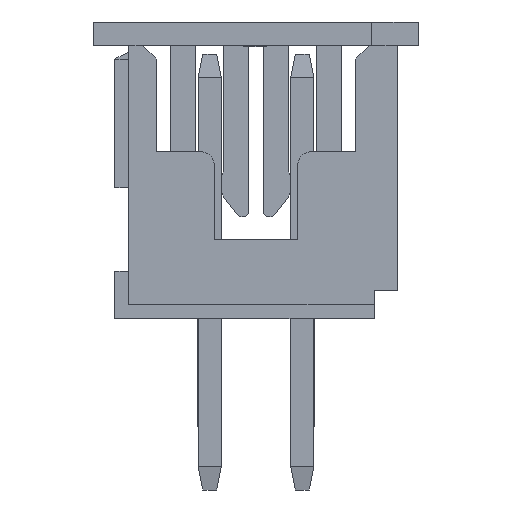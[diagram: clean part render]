
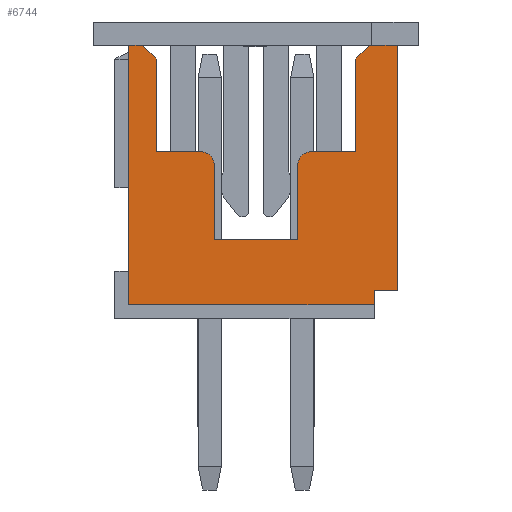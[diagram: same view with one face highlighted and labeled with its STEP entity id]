
A CAD part, left-side view. The second image highlights one B-rep face of the part: STEP entity #6744.
In plain terms, the highlighted planar face has unit normal (-1, 0, 0).
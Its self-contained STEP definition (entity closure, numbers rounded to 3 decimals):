
#5873=CARTESIAN_POINT('',(-11.,2.75,-1.4));
#5874=VERTEX_POINT('',#5873);
#5881=CARTESIAN_POINT('',(-11.,2.75,4.2));
#5882=VERTEX_POINT('',#5881);
#5883=CARTESIAN_POINT('',(-11.,2.75,-1.4));
#5884=DIRECTION('',(0.,0.,1.));
#5885=VECTOR('',#5884,5.6);
#5886=LINE('',#5883,#5885);
#5887=EDGE_CURVE('',#5874,#5882,#5886,.T.);
#6478=CARTESIAN_POINT('',(-11.,2.15,3.9));
#6479=VERTEX_POINT('',#6478);
#6480=CARTESIAN_POINT('',(-11.,2.15,1.9));
#6481=VERTEX_POINT('',#6480);
#6482=CARTESIAN_POINT('',(-11.,2.15,3.9));
#6483=DIRECTION('',(0.,0.,-1.));
#6484=VECTOR('',#6483,2.);
#6485=LINE('',#6482,#6484);
#6486=EDGE_CURVE('',#6479,#6481,#6485,.T.);
#6592=CARTESIAN_POINT('',(-11.,0.9,0.));
#6593=VERTEX_POINT('',#6592);
#6601=CARTESIAN_POINT('',(-11.,0.9,1.6));
#6602=VERTEX_POINT('',#6601);
#6609=CARTESIAN_POINT('',(-11.,0.9,1.6));
#6610=DIRECTION('',(0.,0.,-1.));
#6611=VECTOR('',#6610,1.6);
#6612=LINE('',#6609,#6611);
#6613=EDGE_CURVE('',#6602,#6593,#6612,.T.);
#6618=CARTESIAN_POINT('',(-11.,-0.15,1.4));
#6619=DIRECTION('',(0.,-1.,0.));
#6620=DIRECTION('',(-1.,0.,0.));
#6621=AXIS2_PLACEMENT_3D('',#6618,#6620,#6619);
#6622=PLANE('',#6621);
#6623=CARTESIAN_POINT('',(-11.,-2.15,1.9));
#6624=VERTEX_POINT('',#6623);
#6625=CARTESIAN_POINT('',(-11.,-1.2,1.9));
#6626=VERTEX_POINT('',#6625);
#6627=CARTESIAN_POINT('',(-11.,-2.15,1.9));
#6628=DIRECTION('',(0.,1.,0.));
#6629=VECTOR('',#6628,0.95);
#6630=LINE('',#6627,#6629);
#6631=EDGE_CURVE('',#6624,#6626,#6630,.T.);
#6632=ORIENTED_EDGE('',*,*,#6631,.T.);
#6633=CARTESIAN_POINT('',(-11.,-0.9,1.6));
#6634=VERTEX_POINT('',#6633);
#6635=CARTESIAN_POINT('',(-11.,-1.2,1.6));
#6636=DIRECTION('',(0.,0.,1.));
#6637=DIRECTION('',(-1.,0.,-0.));
#6638=AXIS2_PLACEMENT_3D('',#6635,#6637,#6636);
#6639=CIRCLE('',#6638,0.3);
#6640=EDGE_CURVE('',#6626,#6634,#6639,.T.);
#6641=ORIENTED_EDGE('',*,*,#6640,.T.);
#6642=CARTESIAN_POINT('',(-11.,-0.9,0.));
#6643=VERTEX_POINT('',#6642);
#6644=CARTESIAN_POINT('',(-11.,-0.9,1.6));
#6645=DIRECTION('',(0.,0.,-1.));
#6646=VECTOR('',#6645,1.6);
#6647=LINE('',#6644,#6646);
#6648=EDGE_CURVE('',#6634,#6643,#6647,.T.);
#6649=ORIENTED_EDGE('',*,*,#6648,.T.);
#6650=CARTESIAN_POINT('',(-11.,0.9,0.));
#6651=DIRECTION('',(0.,-1.,0.));
#6652=VECTOR('',#6651,1.8);
#6653=LINE('',#6650,#6652);
#6654=EDGE_CURVE('',#6593,#6643,#6653,.T.);
#6655=ORIENTED_EDGE('',*,*,#6654,.F.);
#6656=ORIENTED_EDGE('',*,*,#6613,.F.);
#6657=CARTESIAN_POINT('',(-11.,1.2,1.9));
#6658=VERTEX_POINT('',#6657);
#6659=CARTESIAN_POINT('',(-11.,1.2,1.6));
#6660=DIRECTION('',(0.,-1.,0.));
#6661=DIRECTION('',(-1.,0.,0.));
#6662=AXIS2_PLACEMENT_3D('',#6659,#6661,#6660);
#6663=CIRCLE('',#6662,0.3);
#6664=EDGE_CURVE('',#6602,#6658,#6663,.T.);
#6665=ORIENTED_EDGE('',*,*,#6664,.T.);
#6666=CARTESIAN_POINT('',(-11.,1.2,1.9));
#6667=DIRECTION('',(0.,1.,0.));
#6668=VECTOR('',#6667,0.95);
#6669=LINE('',#6666,#6668);
#6670=EDGE_CURVE('',#6658,#6481,#6669,.T.);
#6671=ORIENTED_EDGE('',*,*,#6670,.T.);
#6672=ORIENTED_EDGE('',*,*,#6486,.F.);
#6673=CARTESIAN_POINT('',(-11.,2.45,4.2));
#6674=VERTEX_POINT('',#6673);
#6675=CARTESIAN_POINT('',(-11.,2.15,3.9));
#6676=DIRECTION('',(0.,0.707,0.707));
#6677=VECTOR('',#6676,0.424);
#6678=LINE('',#6675,#6677);
#6679=EDGE_CURVE('',#6479,#6674,#6678,.T.);
#6680=ORIENTED_EDGE('',*,*,#6679,.T.);
#6681=CARTESIAN_POINT('',(-11.,2.45,4.2));
#6682=DIRECTION('',(0.,1.,0.));
#6683=VECTOR('',#6682,0.3);
#6684=LINE('',#6681,#6683);
#6685=EDGE_CURVE('',#6674,#5882,#6684,.T.);
#6686=ORIENTED_EDGE('',*,*,#6685,.T.);
#6687=ORIENTED_EDGE('',*,*,#5887,.F.);
#6688=CARTESIAN_POINT('',(-11.,-2.55,-1.4));
#6689=VERTEX_POINT('',#6688);
#6690=CARTESIAN_POINT('',(-11.,2.75,-1.4));
#6691=DIRECTION('',(0.,-1.,0.));
#6692=VECTOR('',#6691,5.3);
#6693=LINE('',#6690,#6692);
#6694=EDGE_CURVE('',#5874,#6689,#6693,.T.);
#6695=ORIENTED_EDGE('',*,*,#6694,.T.);
#6696=CARTESIAN_POINT('',(-11.,-2.55,-1.1));
#6697=VERTEX_POINT('',#6696);
#6698=CARTESIAN_POINT('',(-11.,-2.55,-1.4));
#6699=DIRECTION('',(0.,0.,1.));
#6700=VECTOR('',#6699,0.3);
#6701=LINE('',#6698,#6700);
#6702=EDGE_CURVE('',#6689,#6697,#6701,.T.);
#6703=ORIENTED_EDGE('',*,*,#6702,.T.);
#6704=CARTESIAN_POINT('',(-11.,-3.05,-1.1));
#6705=VERTEX_POINT('',#6704);
#6706=CARTESIAN_POINT('',(-11.,-2.55,-1.1));
#6707=DIRECTION('',(0.,-1.,0.));
#6708=VECTOR('',#6707,0.5);
#6709=LINE('',#6706,#6708);
#6710=EDGE_CURVE('',#6697,#6705,#6709,.T.);
#6711=ORIENTED_EDGE('',*,*,#6710,.T.);
#6712=CARTESIAN_POINT('',(-11.,-3.05,4.2));
#6713=VERTEX_POINT('',#6712);
#6714=CARTESIAN_POINT('',(-11.,-3.05,-1.1));
#6715=DIRECTION('',(0.,0.,1.));
#6716=VECTOR('',#6715,5.3);
#6717=LINE('',#6714,#6716);
#6718=EDGE_CURVE('',#6705,#6713,#6717,.T.);
#6719=ORIENTED_EDGE('',*,*,#6718,.T.);
#6720=CARTESIAN_POINT('',(-11.,-2.45,4.2));
#6721=VERTEX_POINT('',#6720);
#6722=CARTESIAN_POINT('',(-11.,-3.05,4.2));
#6723=DIRECTION('',(0.,1.,0.));
#6724=VECTOR('',#6723,0.6);
#6725=LINE('',#6722,#6724);
#6726=EDGE_CURVE('',#6713,#6721,#6725,.T.);
#6727=ORIENTED_EDGE('',*,*,#6726,.T.);
#6728=CARTESIAN_POINT('',(-11.,-2.15,3.9));
#6729=VERTEX_POINT('',#6728);
#6730=CARTESIAN_POINT('',(-11.,-2.45,4.2));
#6731=DIRECTION('',(0.,0.707,-0.707));
#6732=VECTOR('',#6731,0.424);
#6733=LINE('',#6730,#6732);
#6734=EDGE_CURVE('',#6721,#6729,#6733,.T.);
#6735=ORIENTED_EDGE('',*,*,#6734,.T.);
#6736=CARTESIAN_POINT('',(-11.,-2.15,3.9));
#6737=DIRECTION('',(0.,0.,-1.));
#6738=VECTOR('',#6737,2.);
#6739=LINE('',#6736,#6738);
#6740=EDGE_CURVE('',#6729,#6624,#6739,.T.);
#6741=ORIENTED_EDGE('',*,*,#6740,.T.);
#6742=EDGE_LOOP('',(#6632,#6641,#6649,#6655,#6656,#6665,#6671,#6672,#6680,#6686,#6687,#6695,#6703,#6711,#6719,#6727,#6735,#6741));
#6743=FACE_OUTER_BOUND('',#6742,.T.);
#6744=ADVANCED_FACE('',(#6743),#6622,.T.);
